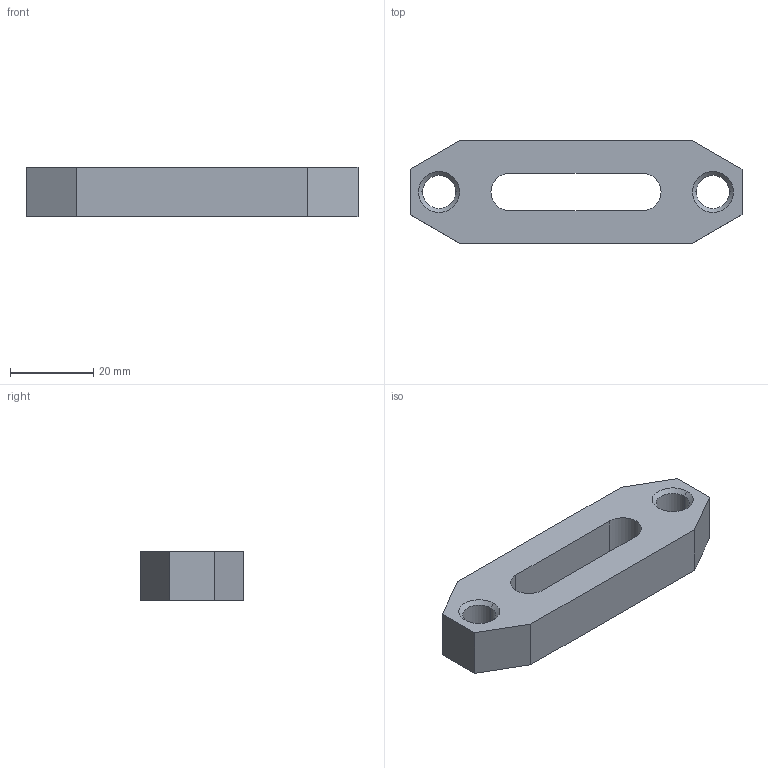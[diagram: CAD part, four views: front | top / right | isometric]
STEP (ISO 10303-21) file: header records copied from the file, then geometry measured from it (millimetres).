
FILE_DESCRIPTION (( 'STEP AP203' ), '1' );
FILE_NAME ('bj159-08080.STEP', '2021-10-24T23:49:15', ( '' ), ( '' ), 'SwSTEP 2.0', 'SolidWorks 2020', '' );
FILE_SCHEMA (( 'CONFIG_CONTROL_DESIGN' ));
Length unit declared in the file: millimetre
Products named in the file (1): bj159-08080
Bounding box: 80 x 25 x 12 mm (x, y, z)
Volume: 16488.4 mm3; surface area: 6689.5 mm2
Topology: 1 solids, 1 shells, 27 faces, 67 edges, 42 vertices
Faces by surface type: plane 12, cone 8, cylinder 7
Entity records: 888 total; most frequent: DIRECTION 145, CARTESIAN_POINT 137, ORIENTED_EDGE 134, EDGE_CURVE 67, AXIS2_PLACEMENT_3D 50, VECTOR 45, LINE 45, VERTEX_POINT 42
